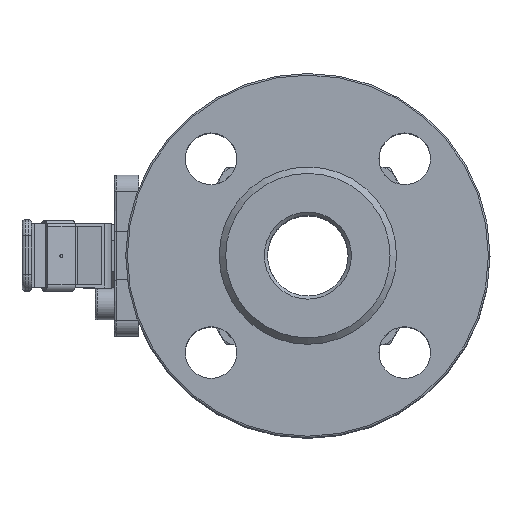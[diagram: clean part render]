
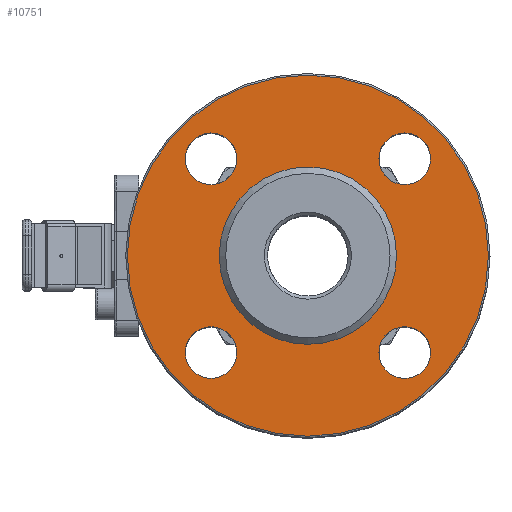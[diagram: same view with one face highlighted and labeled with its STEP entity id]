
A CAD part, top view. The second image highlights one B-rep face of the part: STEP entity #10751.
In plain terms, the highlighted planar face has unit normal (0, 0, 1).
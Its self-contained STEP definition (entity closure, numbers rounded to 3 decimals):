
#2103=FACE_BOUND('',#3348,.T.);
#2104=FACE_BOUND('',#3349,.T.);
#2105=FACE_BOUND('',#3350,.T.);
#2106=FACE_BOUND('',#3351,.T.);
#2107=FACE_BOUND('',#3352,.T.);
#2261=PLANE('',#11812);
#2700=FACE_OUTER_BOUND('',#3347,.T.);
#3347=EDGE_LOOP('',(#8042));
#3348=EDGE_LOOP('',(#8043));
#3349=EDGE_LOOP('',(#8044));
#3350=EDGE_LOOP('',(#8045));
#3351=EDGE_LOOP('',(#8046));
#3352=EDGE_LOOP('',(#8047));
#4194=CIRCLE('',#11811,56.);
#4195=CIRCLE('',#11813,27.5);
#4196=CIRCLE('',#11814,8.);
#4197=CIRCLE('',#11815,8.);
#4198=CIRCLE('',#11816,8.);
#4199=CIRCLE('',#11817,8.);
#4888=VERTEX_POINT('',#18666);
#4889=VERTEX_POINT('',#18670);
#4890=VERTEX_POINT('',#18672);
#4891=VERTEX_POINT('',#18674);
#4892=VERTEX_POINT('',#18676);
#4893=VERTEX_POINT('',#18678);
#6043=EDGE_CURVE('',#4888,#4888,#4194,.T.);
#6044=EDGE_CURVE('',#4889,#4889,#4195,.T.);
#6045=EDGE_CURVE('',#4890,#4890,#4196,.T.);
#6046=EDGE_CURVE('',#4891,#4891,#4197,.T.);
#6047=EDGE_CURVE('',#4892,#4892,#4198,.T.);
#6048=EDGE_CURVE('',#4893,#4893,#4199,.T.);
#8042=ORIENTED_EDGE('',*,*,#6043,.F.);
#8043=ORIENTED_EDGE('',*,*,#6044,.F.);
#8044=ORIENTED_EDGE('',*,*,#6045,.F.);
#8045=ORIENTED_EDGE('',*,*,#6046,.F.);
#8046=ORIENTED_EDGE('',*,*,#6047,.F.);
#8047=ORIENTED_EDGE('',*,*,#6048,.F.);
#10751=ADVANCED_FACE('',(#2700,#2103,#2104,#2105,#2106,#2107),#2261,.F.);
#11811=AXIS2_PLACEMENT_3D('',#18668,#13551,#13552);
#11812=AXIS2_PLACEMENT_3D('',#18669,#13553,#13554);
#11813=AXIS2_PLACEMENT_3D('',#18671,#13555,#13556);
#11814=AXIS2_PLACEMENT_3D('',#18673,#13557,#13558);
#11815=AXIS2_PLACEMENT_3D('',#18675,#13559,#13560);
#11816=AXIS2_PLACEMENT_3D('',#18677,#13561,#13562);
#11817=AXIS2_PLACEMENT_3D('',#18679,#13563,#13564);
#13551=DIRECTION('center_axis',(0.,0.,-1.));
#13552=DIRECTION('ref_axis',(1.,0.,0.));
#13553=DIRECTION('center_axis',(0.,0.,-1.));
#13554=DIRECTION('ref_axis',(-1.,0.,0.));
#13555=DIRECTION('center_axis',(0.,0.,1.));
#13556=DIRECTION('ref_axis',(-1.,0.,0.));
#13557=DIRECTION('center_axis',(0.,0.,1.));
#13558=DIRECTION('ref_axis',(1.,0.,0.));
#13559=DIRECTION('center_axis',(0.,0.,1.));
#13560=DIRECTION('ref_axis',(1.,0.,0.));
#13561=DIRECTION('center_axis',(0.,0.,1.));
#13562=DIRECTION('ref_axis',(1.,0.,0.));
#13563=DIRECTION('center_axis',(0.,0.,1.));
#13564=DIRECTION('ref_axis',(1.,0.,0.));
#18666=CARTESIAN_POINT('',(56.,0.,3.8));
#18668=CARTESIAN_POINT('Origin',(0.,0.,3.8));
#18669=CARTESIAN_POINT('Origin',(0.,0.,3.8));
#18670=CARTESIAN_POINT('',(27.5,0.,3.8));
#18671=CARTESIAN_POINT('Origin',(0.,0.,3.8));
#18672=CARTESIAN_POINT('',(22.052,-30.052,3.8));
#18673=CARTESIAN_POINT('Origin',(30.052,-30.052,3.8));
#18674=CARTESIAN_POINT('',(22.052,30.052,3.8));
#18675=CARTESIAN_POINT('Origin',(30.052,30.052,3.8));
#18676=CARTESIAN_POINT('',(-38.052,30.052,3.8));
#18677=CARTESIAN_POINT('Origin',(-30.052,30.052,3.8));
#18678=CARTESIAN_POINT('',(-38.052,-30.052,3.8));
#18679=CARTESIAN_POINT('Origin',(-30.052,-30.052,3.8));
